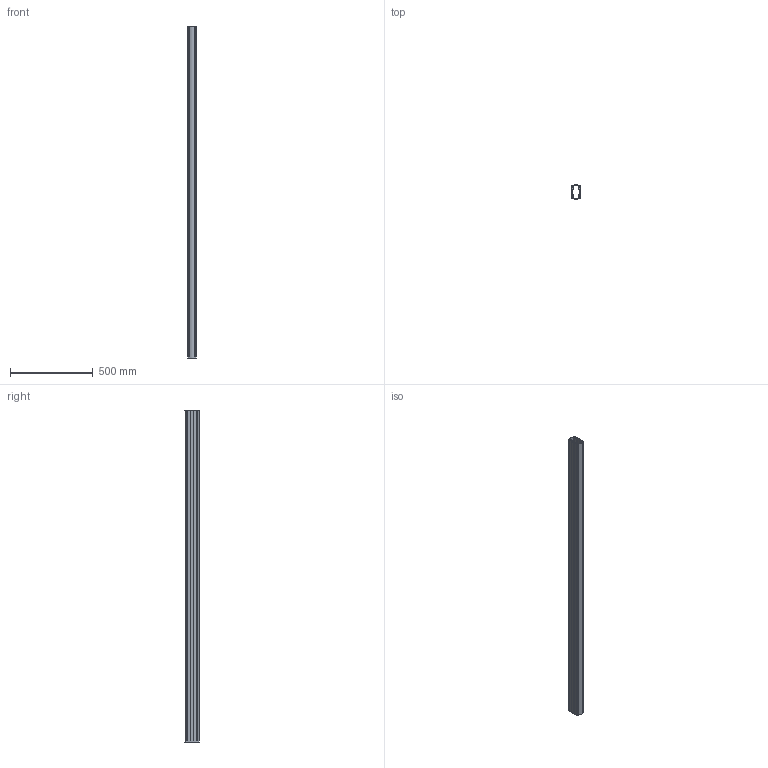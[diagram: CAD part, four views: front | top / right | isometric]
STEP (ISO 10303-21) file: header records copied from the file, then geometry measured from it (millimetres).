
FILE_DESCRIPTION (( 'STEP AP214' ), '1' );
FILE_NAME ('TK060.200.STEP', '2024-08-28T18:41:10', ( '' ), ( '' ), 'SwSTEP 2.0', 'SolidWorks 2023', '' );
FILE_SCHEMA (( 'AUTOMOTIVE_DESIGN' ));
Length unit declared in the file: inch
Products named in the file (1): TK060.200
Bounding box: 53.09 x 84.79 x 2000 mm (x, y, z)
Volume: 2422119.4 mm3; surface area: 1136595.2 mm2
Topology: 1 solids, 1 shells, 102 faces, 300 edges, 200 vertices
Faces by surface type: cylinder 80, plane 22
Full cylindrical faces by diameter (mm): 5.4 x4
Entity records: 3511 total; most frequent: DIRECTION 662, CARTESIAN_POINT 599, ORIENTED_EDGE 592, EDGE_CURVE 296, AXIS2_PLACEMENT_3D 263, VERTEX_POINT 200, CIRCLE 160, VECTOR 136
